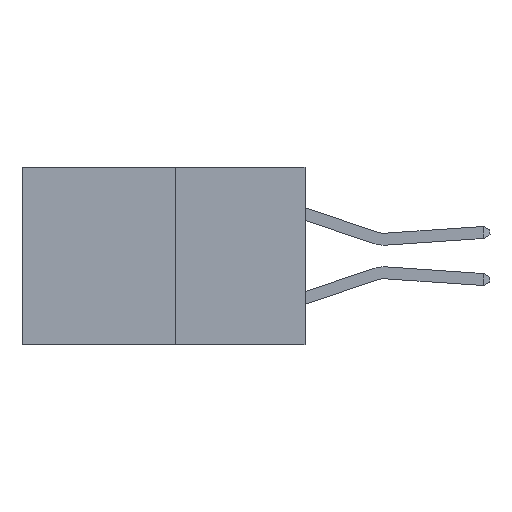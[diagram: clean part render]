
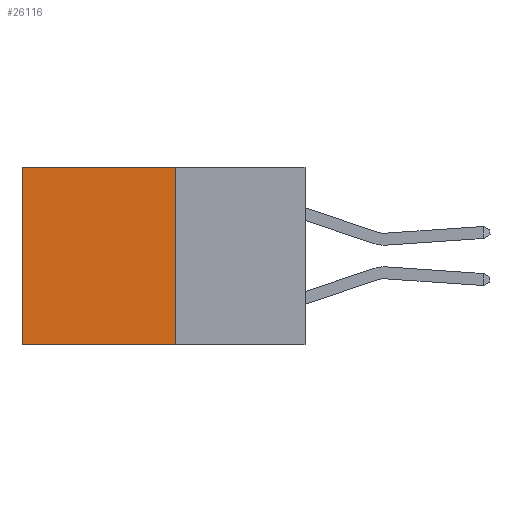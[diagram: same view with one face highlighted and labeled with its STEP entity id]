
A CAD part, left-side view. The second image highlights one B-rep face of the part: STEP entity #26116.
In plain terms, the highlighted planar face has unit normal (-1, 0, 0).
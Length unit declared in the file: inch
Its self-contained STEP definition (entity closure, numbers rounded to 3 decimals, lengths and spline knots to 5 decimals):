
#1540 = EDGE_CURVE ( 'NONE', #9711, #1804, #20168, .T. ) ;
#1804 = VERTEX_POINT ( 'NONE', #13677 ) ;
#3283 = CARTESIAN_POINT ( 'NONE',  ( 0.277, 0.27, -0.37 ) ) ;
#5192 = VERTEX_POINT ( 'NONE', #15056 ) ;
#5227 = CARTESIAN_POINT ( 'NONE',  ( 0.277, 0.27, -0.37 ) ) ;
#7724 = PLANE ( 'NONE',  #25453 ) ;
#8179 = DIRECTION ( 'NONE',  ( 0., 0., -1. ) ) ;
#8559 = VECTOR ( 'NONE', #27941, 39.37008 ) ;
#9711 = VERTEX_POINT ( 'NONE', #22975 ) ;
#10234 = DIRECTION ( 'NONE',  ( 0., 0., -1. ) ) ;
#12469 = VECTOR ( 'NONE', #19060, 39.37008 ) ;
#13072 = CARTESIAN_POINT ( 'NONE',  ( 0.277, 0.27, 0. ) ) ;
#13529 = VECTOR ( 'NONE', #29481, 39.37008 ) ;
#13540 = EDGE_LOOP ( 'NONE', ( #26233, #14973, #32116, #15214 ) ) ;
#13677 = CARTESIAN_POINT ( 'NONE',  ( 0.277, 0.59, -0.37 ) ) ;
#14465 = VECTOR ( 'NONE', #8179, 39.37008 ) ;
#14973 = ORIENTED_EDGE ( 'NONE', *, *, #1540, .F. ) ;
#15056 = CARTESIAN_POINT ( 'NONE',  ( 0.277, 0.27, 0. ) ) ;
#15214 = ORIENTED_EDGE ( 'NONE', *, *, #22708, .T. ) ;
#15925 = CARTESIAN_POINT ( 'NONE',  ( 0.277, 0.59, 0. ) ) ;
#16519 = FACE_OUTER_BOUND ( 'NONE', #13540, .T. ) ;
#17622 = DIRECTION ( 'NONE',  ( 1., 0., 0. ) ) ;
#17640 = EDGE_CURVE ( 'NONE', #5192, #9711, #27672, .T. ) ;
#19060 = DIRECTION ( 'NONE',  ( 0., 0., -1. ) ) ;
#19833 = LINE ( 'NONE', #31391, #12469 ) ;
#20168 = LINE ( 'NONE', #31060, #13529 ) ;
#21794 = LINE ( 'NONE', #13072, #8559 ) ;
#22708 = EDGE_CURVE ( 'NONE', #5192, #31929, #21794, .T. ) ;
#22975 = CARTESIAN_POINT ( 'NONE',  ( 0.277, 0.27, -0.37 ) ) ;
#22991 = EDGE_CURVE ( 'NONE', #31929, #1804, #19833, .T. ) ;
#25453 = AXIS2_PLACEMENT_3D ( 'NONE', #5227, #17622, #10234 ) ;
#26116 = ADVANCED_FACE ( 'NONE', ( #16519 ), #7724, .F. ) ;
#26233 = ORIENTED_EDGE ( 'NONE', *, *, #22991, .T. ) ;
#27672 = LINE ( 'NONE', #3283, #14465 ) ;
#27941 = DIRECTION ( 'NONE',  ( 0., 1., 0. ) ) ;
#29481 = DIRECTION ( 'NONE',  ( 0., 1., 0. ) ) ;
#31060 = CARTESIAN_POINT ( 'NONE',  ( 0.277, 0.27, -0.37 ) ) ;
#31391 = CARTESIAN_POINT ( 'NONE',  ( 0.277, 0.59, -0.37 ) ) ;
#31929 = VERTEX_POINT ( 'NONE', #15925 ) ;
#32116 = ORIENTED_EDGE ( 'NONE', *, *, #17640, .F. ) ;
